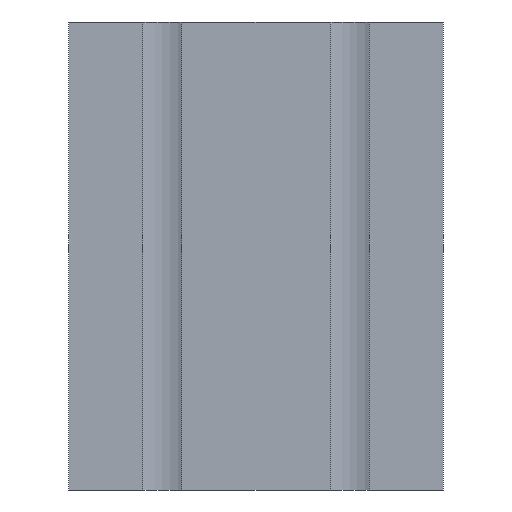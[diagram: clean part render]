
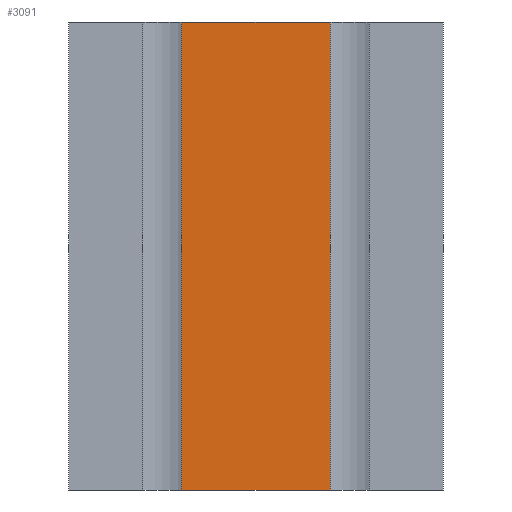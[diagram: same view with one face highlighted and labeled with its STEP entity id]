
A CAD part, front view. The second image highlights one B-rep face of the part: STEP entity #3091.
In plain terms, the highlighted planar face has unit normal (0, -1, 0).
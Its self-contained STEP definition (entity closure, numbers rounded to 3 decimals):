
#1473=CARTESIAN_POINT('',(13.971,-13.064,100.0));
#1474=VERTEX_POINT('',#1473);
#1491=CARTESIAN_POINT('',(13.971,-13.064,0.0));
#1492=VERTEX_POINT('',#1491);
#1499=CARTESIAN_POINT('',(13.971,-13.064,0.0));
#1500=DIRECTION('',(0.0,0.0,1.0));
#1501=VECTOR('',#1500,100.0);
#1502=LINE('',#1499,#1501);
#1503=EDGE_CURVE('',#1492,#1474,#1502,.T.);
#3044=CARTESIAN_POINT('',(45.671,-13.064,100.0));
#3045=VERTEX_POINT('',#3044);
#3052=CARTESIAN_POINT('',(45.671,-13.064,0.0));
#3053=VERTEX_POINT('',#3052);
#3054=CARTESIAN_POINT('',(45.671,-13.064,0.0));
#3055=DIRECTION('',(0.0,0.0,1.0));
#3056=VECTOR('',#3055,100.0);
#3057=LINE('',#3054,#3056);
#3058=EDGE_CURVE('',#3053,#3045,#3057,.T.);
#3070=CARTESIAN_POINT('',(45.671,-13.064,0.0));
#3071=DIRECTION('',(0.0,-1.0,0.0));
#3072=DIRECTION('',(0.0,0.0,-1.0));
#3073=AXIS2_PLACEMENT_3D('',#3070,#3071,#3072);
#3074=PLANE('',#3073);
#3075=CARTESIAN_POINT('',(45.671,-13.064,100.0));
#3076=DIRECTION('',(-1.0,0.0,0.0));
#3077=VECTOR('',#3076,31.7);
#3078=LINE('',#3075,#3077);
#3079=EDGE_CURVE('',#3045,#1474,#3078,.T.);
#3080=ORIENTED_EDGE('',*,*,#3079,.T.);
#3081=ORIENTED_EDGE('',*,*,#1503,.F.);
#3082=CARTESIAN_POINT('',(13.971,-13.064,0.0));
#3083=DIRECTION('',(1.0,0.0,0.0));
#3084=VECTOR('',#3083,31.7);
#3085=LINE('',#3082,#3084);
#3086=EDGE_CURVE('',#1492,#3053,#3085,.T.);
#3087=ORIENTED_EDGE('',*,*,#3086,.T.);
#3088=ORIENTED_EDGE('',*,*,#3058,.T.);
#3089=EDGE_LOOP('',(#3080,#3081,#3087,#3088));
#3090=FACE_OUTER_BOUND('',#3089,.T.);
#3091=ADVANCED_FACE('',(#3090),#3074,.T.);
